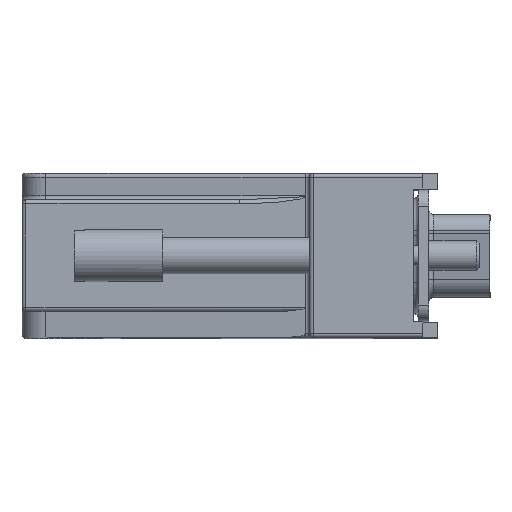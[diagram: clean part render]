
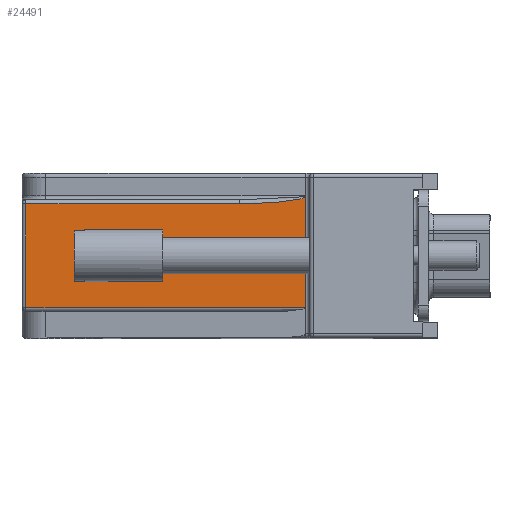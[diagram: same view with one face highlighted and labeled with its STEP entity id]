
A CAD part, top view. The second image highlights one B-rep face of the part: STEP entity #24491.
In plain terms, the highlighted planar face has unit normal (0, 0, 1).
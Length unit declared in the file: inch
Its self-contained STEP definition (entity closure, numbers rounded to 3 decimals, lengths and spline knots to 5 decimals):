
#53 = DIRECTION ( 'NONE',  ( 0., 1., 0. ) ) ;
#54 = VECTOR ( 'NONE', #53, 39.37008 ) ;
#55 = CARTESIAN_POINT ( 'NONE',  ( -0.257, 0.311, 0.7675 ) ) ;
#56 = LINE ( 'NONE', #55, #54 ) ;
#74 = DIRECTION ( 'NONE',  ( 1., 0., 0. ) ) ;
#75 = VECTOR ( 'NONE', #74, 39.37008 ) ;
#88 = CARTESIAN_POINT ( 'NONE',  ( -0.257, -0.196, 0.7675 ) ) ;
#89 = CARTESIAN_POINT ( 'NONE',  ( -0.257, -0.196, 0.7675 ) ) ;
#90 = LINE ( 'NONE', #89, #75 ) ;
#150 =( BOUNDED_CURVE ( )  B_SPLINE_CURVE ( 3, ( #168, #167, #166, #165 ),
 .UNSPECIFIED., .F., .T. ) 
 B_SPLINE_CURVE_WITH_KNOTS ( ( 4, 4 ),
 ( 3.2262, 4.71239 ),
 .UNSPECIFIED. ) 
 CURVE ( )  GEOMETRIC_REPRESENTATION_ITEM ( )  RATIONAL_B_SPLINE_CURVE ( ( 1., 0.824, 0.824, 1. ) ) 
 REPRESENTATION_ITEM ( '' )  );
#164 = CARTESIAN_POINT ( 'NONE',  ( -0.50734, 0.196, 0.7675 ) ) ;
#165 = CARTESIAN_POINT ( 'NONE',  ( -0.50734, 0.196, 0.7675 ) ) ;
#166 = CARTESIAN_POINT ( 'NONE',  ( -0.36986, 0.196, 0.7675 ) ) ;
#167 = CARTESIAN_POINT ( 'NONE',  ( -0.26862, 0.20711, 0.7675 ) ) ;
#168 = CARTESIAN_POINT ( 'NONE',  ( -0.257, 0.22346, 0.7675 ) ) ;
#190 = DIRECTION ( 'NONE',  ( 0., -1., 0. ) ) ;
#191 = VECTOR ( 'NONE', #190, 39.37008 ) ;
#192 = CARTESIAN_POINT ( 'NONE',  ( -1.313, 0.311, 0.7675 ) ) ;
#193 = LINE ( 'NONE', #192, #191 ) ;
#3384 = DIRECTION ( 'NONE',  ( -1., 0., 0. ) ) ;
#3385 = VECTOR ( 'NONE', #3384, 39.37008 ) ;
#3386 = CARTESIAN_POINT ( 'NONE',  ( -1.313, 0.196, 0.7675 ) ) ;
#3387 = LINE ( 'NONE', #3386, #3385 ) ;
#3428 = CARTESIAN_POINT ( 'NONE',  ( -1.313, -0.196, 0.7675 ) ) ;
#3429 = CARTESIAN_POINT ( 'NONE',  ( -0.257, 0.22346, 0.7675 ) ) ;
#3571 = CARTESIAN_POINT ( 'NONE',  ( -1.313, 0.196, 0.7675 ) ) ;
#20049 = DIRECTION ( 'NONE',  ( -1., 0., 0. ) ) ;
#20051 = DIRECTION ( 'NONE',  ( 0., 0., -1. ) ) ;
#20053 = CARTESIAN_POINT ( 'NONE',  ( -1.328, 0.311, 0.7675 ) ) ;
#20054 = AXIS2_PLACEMENT_3D ( 'NONE', #20053, #20051, #20049 ) ;
#20056 = PLANE ( 'NONE',  #20054 ) ;
#20059 = FACE_OUTER_BOUND ( 'NONE', #24500, .T. ) ;
#24491 = ADVANCED_FACE ( 'NONE', ( #20059 ), #20056, .F. ) ;
#24500 = EDGE_LOOP ( 'NONE', ( #24501, #24707, #24684, #24751, #24636 ) ) ;
#24501 = ORIENTED_EDGE ( 'NONE', *, *, #24782, .T. ) ;
#24570 = VERTEX_POINT ( 'NONE', #3429 ) ;
#24571 = VERTEX_POINT ( 'NONE', #3428 ) ;
#24624 = VERTEX_POINT ( 'NONE', #3571 ) ;
#24636 = ORIENTED_EDGE ( 'NONE', *, *, #24637, .T. ) ;
#24637 = EDGE_CURVE ( 'NONE', #24716, #24624, #3387, .T. ) ;
#24669 = EDGE_CURVE ( 'NONE', #24571, #24670, #90, .T. ) ;
#24670 = VERTEX_POINT ( 'NONE', #88 ) ;
#24684 = ORIENTED_EDGE ( 'NONE', *, *, #24694, .T. ) ;
#24694 = EDGE_CURVE ( 'NONE', #24670, #24570, #56, .T. ) ;
#24707 = ORIENTED_EDGE ( 'NONE', *, *, #24669, .T. ) ;
#24716 = VERTEX_POINT ( 'NONE', #164 ) ;
#24751 = ORIENTED_EDGE ( 'NONE', *, *, #24753, .T. ) ;
#24753 = EDGE_CURVE ( 'NONE', #24570, #24716, #150, .T. ) ;
#24782 = EDGE_CURVE ( 'NONE', #24624, #24571, #193, .T. ) ;
